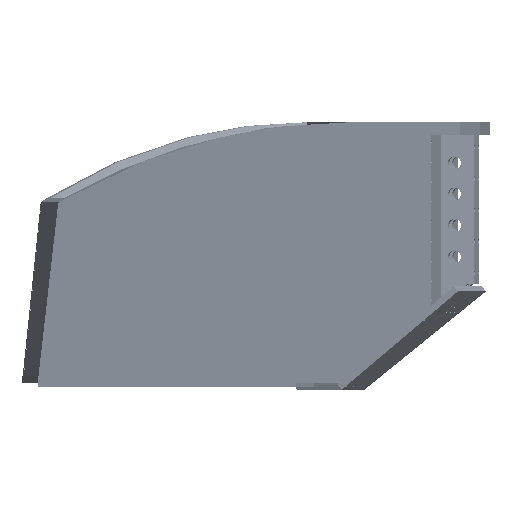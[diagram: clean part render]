
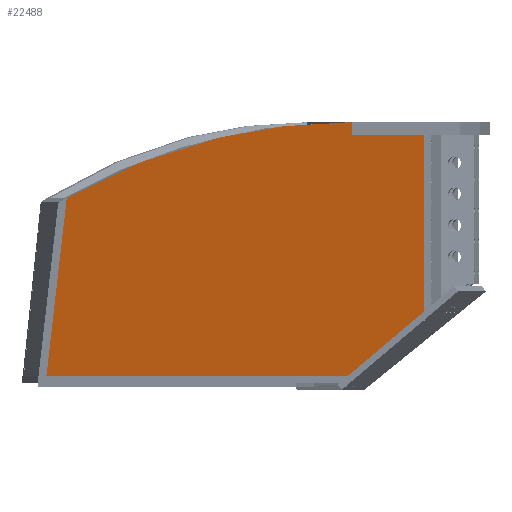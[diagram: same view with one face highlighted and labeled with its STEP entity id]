
A CAD part, front view. The second image highlights one B-rep face of the part: STEP entity #22488.
In plain terms, the highlighted face is planar.
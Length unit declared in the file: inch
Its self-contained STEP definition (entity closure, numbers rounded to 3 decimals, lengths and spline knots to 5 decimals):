
#712=ELLIPSE('',#25089,90.48367,86.05508);
#941=LINE('',#37926,#1401);
#944=LINE('',#37932,#1404);
#948=LINE('',#37940,#1408);
#954=LINE('',#37959,#1414);
#957=LINE('',#37965,#1417);
#958=LINE('',#37968,#1418);
#961=LINE('',#37973,#1421);
#1401=VECTOR('',#30400,0.3937);
#1404=VECTOR('',#30405,0.3937);
#1408=VECTOR('',#30411,0.3937);
#1414=VECTOR('',#30431,0.3937);
#1417=VECTOR('',#30436,0.3937);
#1418=VECTOR('',#30439,0.3937);
#1421=VECTOR('',#30444,0.3937);
#2218=PLANE('',#25094);
#5221=FACE_OUTER_BOUND('',#7558,.T.);
#7558=EDGE_LOOP('',(#17982,#17983,#17984,#17985,#17986,#17987,#17988,#17989));
#12502=VERTEX_POINT('',#37922);
#12504=VERTEX_POINT('',#37925);
#12506=VERTEX_POINT('',#37931);
#12509=VERTEX_POINT('',#37939);
#12512=VERTEX_POINT('',#37949);
#12515=VERTEX_POINT('',#37957);
#12517=VERTEX_POINT('',#37963);
#12518=VERTEX_POINT('',#37967);
#14716=EDGE_CURVE('',#12504,#12502,#941,.T.);
#14719=EDGE_CURVE('',#12506,#12504,#944,.T.);
#14723=EDGE_CURVE('',#12509,#12506,#948,.T.);
#14728=EDGE_CURVE('',#12509,#12512,#712,.T.);
#14733=EDGE_CURVE('',#12502,#12515,#954,.T.);
#14736=EDGE_CURVE('',#12515,#12517,#957,.T.);
#14737=EDGE_CURVE('',#12517,#12518,#958,.T.);
#14740=EDGE_CURVE('',#12512,#12518,#961,.T.);
#17982=ORIENTED_EDGE('',*,*,#14723,.T.);
#17983=ORIENTED_EDGE('',*,*,#14719,.T.);
#17984=ORIENTED_EDGE('',*,*,#14716,.T.);
#17985=ORIENTED_EDGE('',*,*,#14733,.T.);
#17986=ORIENTED_EDGE('',*,*,#14736,.T.);
#17987=ORIENTED_EDGE('',*,*,#14737,.T.);
#17988=ORIENTED_EDGE('',*,*,#14740,.F.);
#17989=ORIENTED_EDGE('',*,*,#14728,.F.);
#22488=ADVANCED_FACE('',(#5221),#2218,.T.);
#25089=AXIS2_PLACEMENT_3D('',#37950,#30422,#30423);
#25094=AXIS2_PLACEMENT_3D('',#37972,#30442,#30443);
#30400=DIRECTION('',(-0.779,-0.627,0.));
#30405=DIRECTION('',(-1.,0.,0.));
#30411=DIRECTION('',(0.119,0.993,0.));
#30422=DIRECTION('center_axis',(0.,0.,-1.));
#30423=DIRECTION('ref_axis',(1.,0.,0.));
#30431=DIRECTION('',(0.,-1.,0.));
#30436=DIRECTION('',(1.,0.,0.));
#30439=DIRECTION('',(0.,-1.,0.));
#30442=DIRECTION('center_axis',(0.,0.,1.));
#30443=DIRECTION('ref_axis',(1.,0.,0.));
#30444=DIRECTION('',(-1.,0.,0.));
#37922=CARTESIAN_POINT('',(-15.89708,-10.80914,0.));
#37925=CARTESIAN_POINT('',(-3.70796,-1.,0.));
#37926=CARTESIAN_POINT('',(-2.46534,0.,0.));
#37931=CARTESIAN_POINT('',(44.34565,-1.,0.));
#37932=CARTESIAN_POINT('',(45.64303,-1.,0.));
#37939=CARTESIAN_POINT('',(41.1154,-27.94127,0.));
#37940=CARTESIAN_POINT('',(42.90385,-13.02499,0.));
#37949=CARTESIAN_POINT('',(-4.06545,-39.43701,0.));
#37950=CARTESIAN_POINT('Origin',(-4.06545,46.61807,0.));
#37957=CARTESIAN_POINT('',(-15.89708,-37.43701,0.));
#37959=CARTESIAN_POINT('',(-15.89708,-10.80914,0.));
#37963=CARTESIAN_POINT('',(-4.39037,-37.43701,0.));
#37965=CARTESIAN_POINT('',(-15.89708,-37.43701,0.));
#37967=CARTESIAN_POINT('',(-4.39037,-39.43701,0.));
#37968=CARTESIAN_POINT('',(-4.39037,-27.85476,0.));
#37972=CARTESIAN_POINT('Origin',(12.64614,-17.27793,0.));
#37973=CARTESIAN_POINT('',(10.67595,-39.43701,0.));
